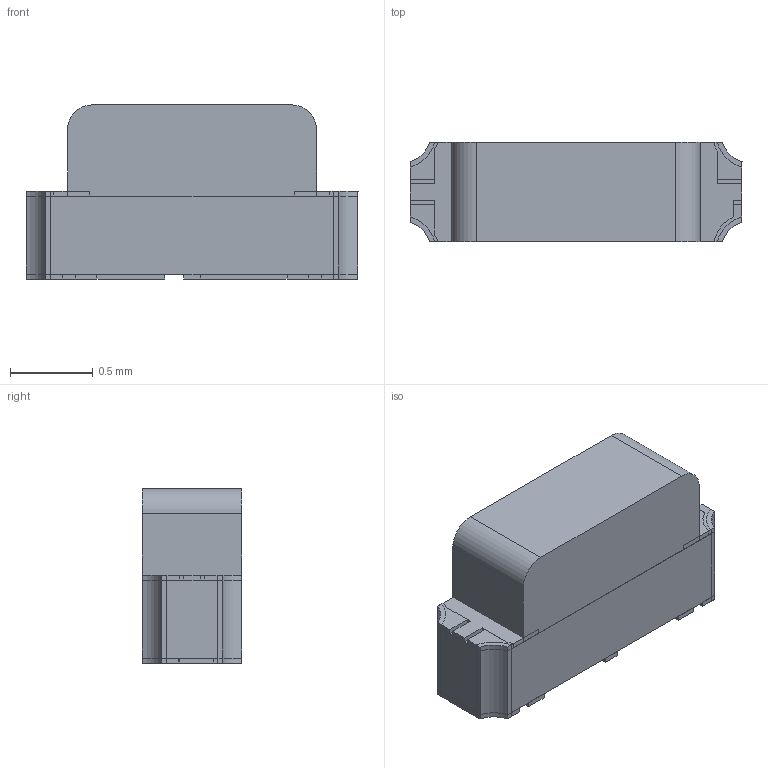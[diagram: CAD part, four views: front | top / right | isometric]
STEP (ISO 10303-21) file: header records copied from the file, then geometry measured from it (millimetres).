
FILE_DESCRIPTION (( 'STEP AP214' ), '1' );
FILE_NAME ('APBA2006.STEP', '2023-07-10T16:36:58', ( '' ), ( '' ), 'SwSTEP 2.0', 'SolidWorks 2014', '' );
FILE_SCHEMA (( 'AUTOMOTIVE_DESIGN' ));
Length unit declared in the file: millimetre
Products named in the file (1): APBA2006
Bounding box: 2 x 0.6 x 1.05 mm (x, y, z)
Volume: 1.1 mm3; surface area: 13.7 mm2
Topology: 24 solids, 24 shells, 240 faces, 576 edges, 384 vertices
Faces by surface type: plane 202, cylinder 38
Entity records: 7137 total; most frequent: CARTESIAN_POINT 1201, ORIENTED_EDGE 1152, DIRECTION 1134, EDGE_CURVE 576, VECTOR 500, LINE 500, VERTEX_POINT 384, AXIS2_PLACEMENT_3D 317
